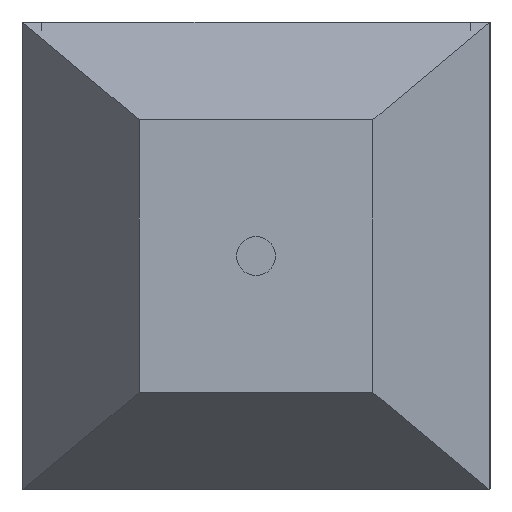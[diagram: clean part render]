
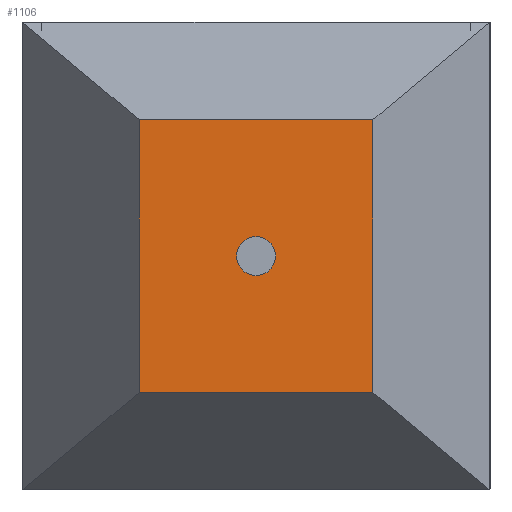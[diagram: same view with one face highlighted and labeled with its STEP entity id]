
A CAD part, left-side view. The second image highlights one B-rep face of the part: STEP entity #1106.
In plain terms, the highlighted planar face has unit normal (-1, 0, 0).
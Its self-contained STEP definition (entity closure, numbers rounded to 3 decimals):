
#26=FACE_BOUND('',#118,.T.);
#28=CIRCLE('',#1185,5.);
#49=FACE_OUTER_BOUND('',#117,.T.);
#117=EDGE_LOOP('',(#793,#794,#795,#796));
#118=EDGE_LOOP('',(#797));
#211=LINE('',#1627,#361);
#213=LINE('',#1632,#363);
#215=LINE('',#1635,#365);
#216=LINE('',#1636,#366);
#361=VECTOR('',#1326,10.);
#363=VECTOR('',#1330,10.);
#365=VECTOR('',#1334,10.);
#366=VECTOR('',#1335,10.);
#487=VERTEX_POINT('',#1592);
#497=VERTEX_POINT('',#1623);
#498=VERTEX_POINT('',#1625);
#499=VERTEX_POINT('',#1629);
#500=VERTEX_POINT('',#1631);
#594=EDGE_CURVE('',#487,#487,#28,.T.);
#611=EDGE_CURVE('',#497,#498,#211,.T.);
#613=EDGE_CURVE('',#500,#499,#213,.T.);
#615=EDGE_CURVE('',#498,#500,#215,.T.);
#616=EDGE_CURVE('',#499,#497,#216,.T.);
#793=ORIENTED_EDGE('',*,*,#611,.T.);
#794=ORIENTED_EDGE('',*,*,#615,.T.);
#795=ORIENTED_EDGE('',*,*,#613,.T.);
#796=ORIENTED_EDGE('',*,*,#616,.T.);
#797=ORIENTED_EDGE('',*,*,#594,.T.);
#1039=PLANE('',#1194);
#1106=ADVANCED_FACE('',(#49,#26),#1039,.T.);
#1185=AXIS2_PLACEMENT_3D('',#1593,#1295,#1296);
#1194=AXIS2_PLACEMENT_3D('',#1634,#1332,#1333);
#1295=DIRECTION('center_axis',(1.,0.,0.));
#1296=DIRECTION('ref_axis',(0.,-1.,0.));
#1326=DIRECTION('',(0.,0.,-1.));
#1330=DIRECTION('',(0.,0.,1.));
#1332=DIRECTION('center_axis',(-1.,0.,0.));
#1333=DIRECTION('ref_axis',(0.,0.,1.));
#1334=DIRECTION('',(0.,-1.,0.));
#1335=DIRECTION('',(0.,1.,0.));
#1592=CARTESIAN_POINT('',(-890.,64.999,59.998));
#1593=CARTESIAN_POINT('Origin',(-890.,59.999,59.998));
#1623=CARTESIAN_POINT('',(-890.,90.,95.));
#1625=CARTESIAN_POINT('',(-890.,90.,25.));
#1627=CARTESIAN_POINT('',(-890.,90.,90.));
#1629=CARTESIAN_POINT('',(-890.,30.,95.));
#1631=CARTESIAN_POINT('',(-890.,30.,25.));
#1632=CARTESIAN_POINT('',(-890.,30.,90.));
#1634=CARTESIAN_POINT('Origin',(-890.,60.,60.));
#1635=CARTESIAN_POINT('',(-890.,30.,25.));
#1636=CARTESIAN_POINT('',(-890.,30.,95.));
